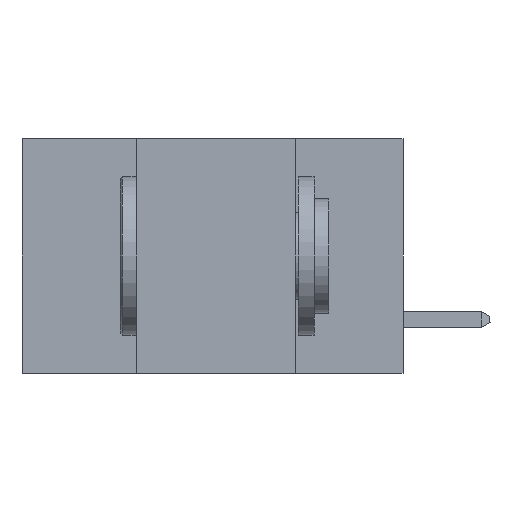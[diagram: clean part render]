
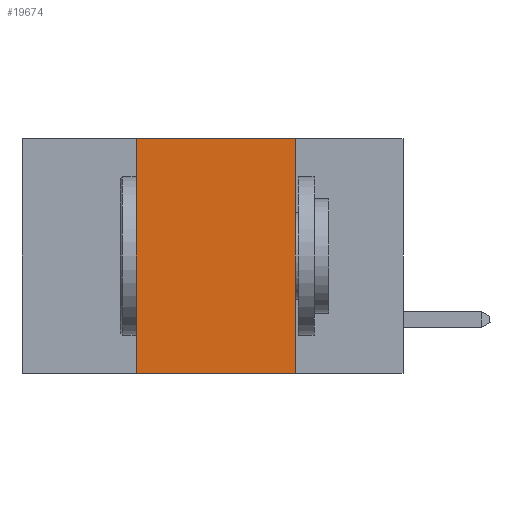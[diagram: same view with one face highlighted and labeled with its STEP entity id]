
A CAD part, left-side view. The second image highlights one B-rep face of the part: STEP entity #19674.
In plain terms, the highlighted planar face has unit normal (-1, 0, 0).
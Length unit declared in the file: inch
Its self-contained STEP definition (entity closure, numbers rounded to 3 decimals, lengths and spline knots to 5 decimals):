
#1106 = ORIENTED_EDGE ( 'NONE', *, *, #28775, .T. ) ;
#1272 = VERTEX_POINT ( 'NONE', #20289 ) ;
#1906 = LINE ( 'NONE', #8101, #33366 ) ;
#2938 = ORIENTED_EDGE ( 'NONE', *, *, #9900, .F. ) ;
#3346 = CARTESIAN_POINT ( 'NONE',  ( 0., 0.17, 0. ) ) ;
#7651 = CARTESIAN_POINT ( 'NONE',  ( 0., 0.6, 0. ) ) ;
#8101 = CARTESIAN_POINT ( 'NONE',  ( 0., 0.42, 0. ) ) ;
#9042 = DIRECTION ( 'NONE',  ( 0., 0., -1. ) ) ;
#9117 = DIRECTION ( 'NONE',  ( 0., -1., 0. ) ) ;
#9861 = VECTOR ( 'NONE', #13173, 39.37008 ) ;
#9900 = EDGE_CURVE ( 'NONE', #33612, #1272, #20202, .T. ) ;
#10610 = ORIENTED_EDGE ( 'NONE', *, *, #19279, .F. ) ;
#11249 = ORIENTED_EDGE ( 'NONE', *, *, #26073, .F. ) ;
#13151 = VECTOR ( 'NONE', #9042, 39.37008 ) ;
#13173 = DIRECTION ( 'NONE',  ( 0., -1., 0. ) ) ;
#13478 = FACE_OUTER_BOUND ( 'NONE', #17886, .T. ) ;
#14098 = DIRECTION ( 'NONE',  ( 0., 0., -1. ) ) ;
#15456 = VECTOR ( 'NONE', #9117, 39.37008 ) ;
#15816 = CARTESIAN_POINT ( 'NONE',  ( 0., 0.42, 0. ) ) ;
#17734 = CARTESIAN_POINT ( 'NONE',  ( 0., 0.42, -0.37 ) ) ;
#17886 = EDGE_LOOP ( 'NONE', ( #2938, #11249, #10610, #1106 ) ) ;
#19279 = EDGE_CURVE ( 'NONE', #21090, #20742, #1906, .T. ) ;
#19422 = CARTESIAN_POINT ( 'NONE',  ( 0., 0.6, 0. ) ) ;
#19674 = ADVANCED_FACE ( 'NONE', ( #13478 ), #26943, .F. ) ;
#19704 = AXIS2_PLACEMENT_3D ( 'NONE', #19422, #29583, #14098 ) ;
#20042 = LINE ( 'NONE', #22263, #15456 ) ;
#20202 = LINE ( 'NONE', #3346, #13151 ) ;
#20289 = CARTESIAN_POINT ( 'NONE',  ( 0., 0.17, -0.37 ) ) ;
#20742 = VERTEX_POINT ( 'NONE', #15816 ) ;
#21090 = VERTEX_POINT ( 'NONE', #17734 ) ;
#22263 = CARTESIAN_POINT ( 'NONE',  ( 0., 0.6, -0.37 ) ) ;
#26073 = EDGE_CURVE ( 'NONE', #20742, #33612, #29715, .T. ) ;
#26529 = CARTESIAN_POINT ( 'NONE',  ( 0., 0.17, 0. ) ) ;
#26612 = DIRECTION ( 'NONE',  ( 0., 0., 1. ) ) ;
#26943 = PLANE ( 'NONE',  #19704 ) ;
#28775 = EDGE_CURVE ( 'NONE', #21090, #1272, #20042, .T. ) ;
#29583 = DIRECTION ( 'NONE',  ( 1., 0., 0. ) ) ;
#29715 = LINE ( 'NONE', #7651, #9861 ) ;
#33366 = VECTOR ( 'NONE', #26612, 39.37008 ) ;
#33612 = VERTEX_POINT ( 'NONE', #26529 ) ;
